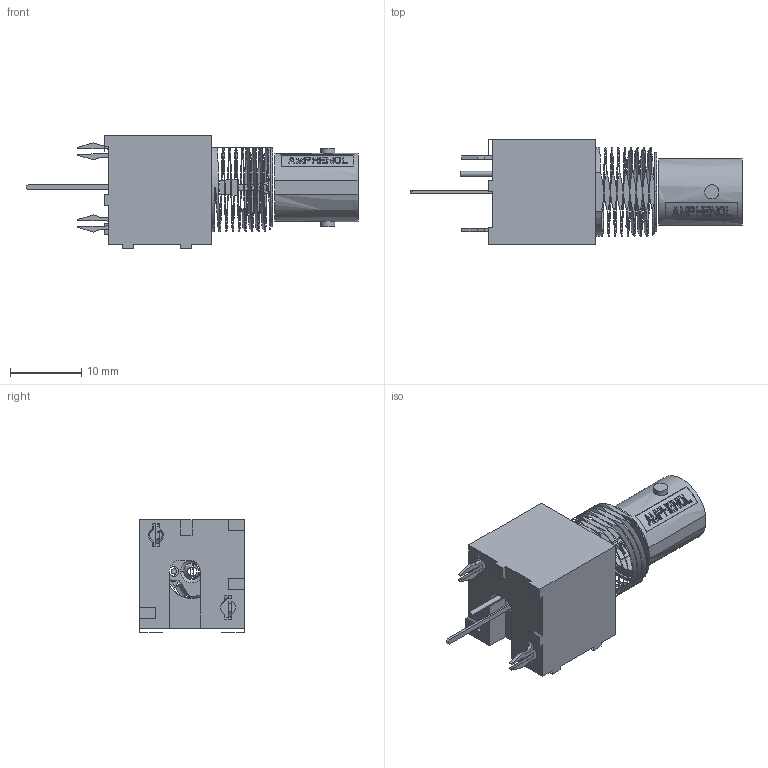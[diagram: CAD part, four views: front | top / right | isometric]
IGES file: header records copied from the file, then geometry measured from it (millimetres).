
Start section:  PTC IGES file: 031-5493-1010.igs
Global section: file name: 031-5493-1010.igs; native system: Pro/ENGINEER by Parametric Technology Corporation; preprocessor: 2008010; author: Administrator; organization: Unknown; date: 20091217.101732; units: inch
Bounding box: 46.74 x 14.73 x 15.88 mm (x, y, z)
Surface area: 2585.7 mm2 (no closed solid volume)
Topology: 0 solids, 0 shells, 159 faces, 1442 edges, 1442 vertices
Faces by surface type: bspline 92, revolution 67
